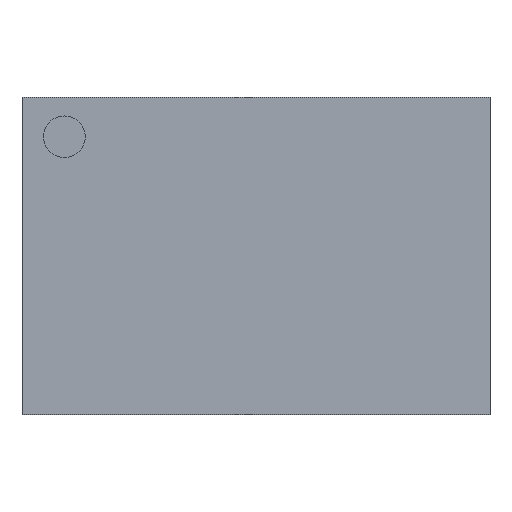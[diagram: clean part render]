
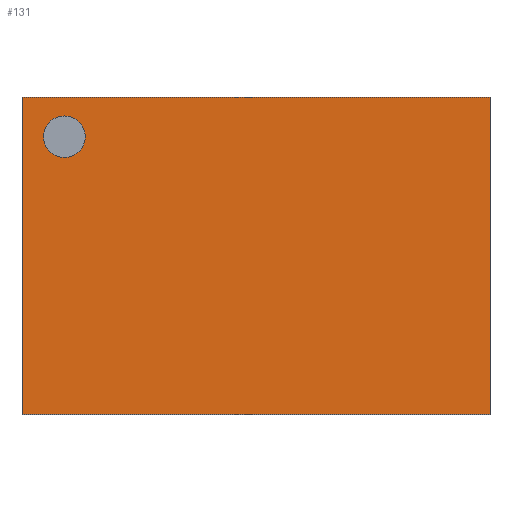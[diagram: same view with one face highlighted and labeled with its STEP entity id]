
A CAD part, top view. The second image highlights one B-rep face of the part: STEP entity #131.
In plain terms, the highlighted planar face has unit normal (0, 0, 1).
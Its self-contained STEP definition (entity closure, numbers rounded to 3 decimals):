
#24=FACE_OUTER_BOUND('',#33,.T.);
#33=EDGE_LOOP('',(#105,#106,#107,#108));
#40=LINE('',#207,#53);
#43=LINE('',#213,#56);
#46=LINE('',#219,#59);
#49=LINE('',#223,#62);
#53=VECTOR('',#168,10.);
#56=VECTOR('',#173,10.);
#59=VECTOR('',#178,10.);
#62=VECTOR('',#183,10.);
#66=VERTEX_POINT('',#204);
#67=VERTEX_POINT('',#206);
#69=VERTEX_POINT('',#212);
#71=VERTEX_POINT('',#218);
#76=EDGE_CURVE('',#67,#66,#40,.T.);
#79=EDGE_CURVE('',#69,#67,#43,.T.);
#82=EDGE_CURVE('',#71,#69,#46,.T.);
#85=EDGE_CURVE('',#66,#71,#49,.T.);
#105=ORIENTED_EDGE('',*,*,#85,.T.);
#106=ORIENTED_EDGE('',*,*,#82,.T.);
#107=ORIENTED_EDGE('',*,*,#79,.T.);
#108=ORIENTED_EDGE('',*,*,#76,.T.);
#123=PLANE('',#155);
#131=ADVANCED_FACE('',(#24),#123,.T.);
#155=AXIS2_PLACEMENT_3D('',#224,#184,#185);
#168=DIRECTION('',(-1.,0.,0.));
#173=DIRECTION('',(0.,1.,0.));
#178=DIRECTION('',(1.,0.,0.));
#183=DIRECTION('',(0.,-1.,0.));
#184=DIRECTION('center_axis',(0.,0.,1.));
#185=DIRECTION('ref_axis',(1.,0.,0.));
#204=CARTESIAN_POINT('',(0.,2.1,0.5));
#206=CARTESIAN_POINT('',(3.1,2.1,0.5));
#207=CARTESIAN_POINT('',(3.1,2.1,0.5));
#212=CARTESIAN_POINT('',(3.1,0.,0.5));
#213=CARTESIAN_POINT('',(3.1,0.,0.5));
#218=CARTESIAN_POINT('',(0.,0.,0.5));
#219=CARTESIAN_POINT('',(0.,0.,0.5));
#223=CARTESIAN_POINT('',(0.,2.1,0.5));
#224=CARTESIAN_POINT('Origin',(1.55,1.05,0.5));
